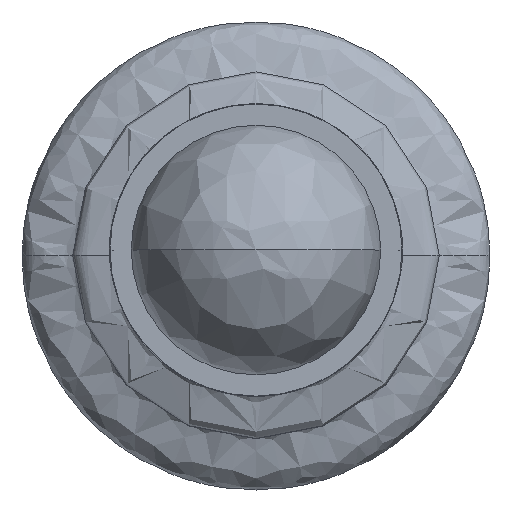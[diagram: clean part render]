
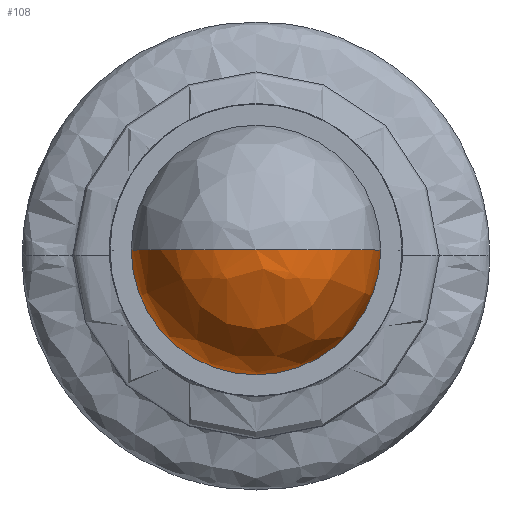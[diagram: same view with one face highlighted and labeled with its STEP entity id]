
A CAD part, top view. The second image highlights one B-rep face of the part: STEP entity #108.
In plain terms, the highlighted free-form (B-spline) face has degree [3, 2] with [7, 5] control points.
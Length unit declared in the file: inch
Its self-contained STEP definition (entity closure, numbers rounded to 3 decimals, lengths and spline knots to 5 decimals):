
#108=ADVANCED_FACE('',(#191),#1217,.T.);
#191=FACE_OUTER_BOUND('',#283,.T.);
#283=EDGE_LOOP('',(#632,#633,#634));
#632=ORIENTED_EDGE('',*,*,#811,.T.);
#633=ORIENTED_EDGE('',*,*,#807,.F.);
#634=ORIENTED_EDGE('',*,*,#812,.F.);
#807=EDGE_CURVE('',#1140,#1139,#913,.T.);
#811=EDGE_CURVE('',#1143,#1139,#916,.T.);
#812=EDGE_CURVE('',#1143,#1140,#917,.T.);
#913=TRIMMED_CURVE($,#957,(#5251),(#5252),.T.,.CARTESIAN.);
#916=TRIMMED_CURVE($,#960,(#5267),(#5268),.T.,.CARTESIAN.);
#917=TRIMMED_CURVE($,#961,(#5270),(#5271),.T.,.CARTESIAN.);
#957=CIRCLE('',#1373,0.0625);
#960=CIRCLE('',#1376,0.0625);
#961=CIRCLE('',#1377,0.0625);
#1139=VERTEX_POINT('',#5240);
#1140=VERTEX_POINT('',#5241);
#1143=VERTEX_POINT('',#5244);
#1217=(
BOUNDED_SURFACE()
B_SPLINE_SURFACE(3,2,((#4870,#4871,#4872,#4873,#4874),(#4875,#4876,#4877,
#4878,#4879),(#4880,#4881,#4882,#4883,#4884),(#4885,#4886,#4887,#4888,#4889),
(#4890,#4891,#4892,#4893,#4894),(#4895,#4896,#4897,#4898,#4899),(#4900,
#4901,#4902,#4903,#4904)),.UNSPECIFIED.,.F.,.F.,.F.)
B_SPLINE_SURFACE_WITH_KNOTS((4,3,4),(3,2,3),(0.6951,0.78126,
0.86742),(0.29421,0.44132,0.58843),
 .UNSPECIFIED.)
GEOMETRIC_REPRESENTATION_ITEM()
RATIONAL_B_SPLINE_SURFACE(((1.,0.707,1.,0.707,1.),
(0.848,0.599,0.848,0.599,
0.848),(0.848,0.599,0.848,
0.599,0.848),(1.,0.707,1.,0.707,
1.),(0.848,0.599,0.848,0.599,
0.848),(0.848,0.599,0.848,
0.599,0.848),(1.,0.707,1.,0.707,
1.)))
REPRESENTATION_ITEM('')
SURFACE()
);
#1373=AXIS2_PLACEMENT_3D($,#5250,#1473,#1474);
#1376=AXIS2_PLACEMENT_3D($,#5266,#1479,#1480);
#1377=AXIS2_PLACEMENT_3D($,#5269,#1481,#1482);
#1473=DIRECTION('',(0.,1.,0.));
#1474=DIRECTION('',(-1.,0.,0.));
#1479=DIRECTION('',(0.,-1.,0.));
#1480=DIRECTION('',(1.,0.,0.));
#1481=DIRECTION('',(0.,0.,-1.));
#1482=DIRECTION('',(1.,0.,0.));
#4870=CARTESIAN_POINT('',(3.52344,0.,1.66209));
#4871=CARTESIAN_POINT('',(3.52344,-0.02344,1.66209));
#4872=CARTESIAN_POINT('',(3.5,-0.02344,1.66209));
#4873=CARTESIAN_POINT('',(3.47656,-0.02344,1.66209));
#4874=CARTESIAN_POINT('',(3.47656,0.,1.66209));
#4875=CARTESIAN_POINT('',(3.55241,0.,1.67381));
#4876=CARTESIAN_POINT('',(3.55241,-0.05241,1.67381));
#4877=CARTESIAN_POINT('',(3.5,-0.05241,1.67381));
#4878=CARTESIAN_POINT('',(3.44759,-0.05241,1.67381));
#4879=CARTESIAN_POINT('',(3.44759,0.,1.67381));
#4880=CARTESIAN_POINT('',(3.56732,0.,1.70128));
#4881=CARTESIAN_POINT('',(3.56732,-0.06732,1.70128));
#4882=CARTESIAN_POINT('',(3.5,-0.06732,1.70128));
#4883=CARTESIAN_POINT('',(3.43268,-0.06732,1.70128));
#4884=CARTESIAN_POINT('',(3.43268,0.,1.70128));
#4885=CARTESIAN_POINT('',(3.56135,0.,1.73196));
#4886=CARTESIAN_POINT('',(3.56135,-0.06135,1.73196));
#4887=CARTESIAN_POINT('',(3.5,-0.06135,1.73196));
#4888=CARTESIAN_POINT('',(3.43865,-0.06135,1.73196));
#4889=CARTESIAN_POINT('',(3.43865,0.,1.73196));
#4890=CARTESIAN_POINT('',(3.55538,0.,1.76265));
#4891=CARTESIAN_POINT('',(3.55538,-0.05538,1.76265));
#4892=CARTESIAN_POINT('',(3.5,-0.05538,1.76265));
#4893=CARTESIAN_POINT('',(3.44462,-0.05538,1.76265));
#4894=CARTESIAN_POINT('',(3.44462,0.,1.76265));
#4895=CARTESIAN_POINT('',(3.53126,0.,1.78252));
#4896=CARTESIAN_POINT('',(3.53126,-0.03126,1.78252));
#4897=CARTESIAN_POINT('',(3.5,-0.03126,1.78252));
#4898=CARTESIAN_POINT('',(3.46874,-0.03126,1.78252));
#4899=CARTESIAN_POINT('',(3.46874,0.,1.78252));
#4900=CARTESIAN_POINT('',(3.5,0.,1.78252));
#4901=CARTESIAN_POINT('',(3.5,0.,1.78252));
#4902=CARTESIAN_POINT('',(3.5,0.,1.78252));
#4903=CARTESIAN_POINT('',(3.5,0.,1.78252));
#4904=CARTESIAN_POINT('',(3.5,0.,1.78252));
#5240=CARTESIAN_POINT('',(3.5,0.,1.78252));
#5241=CARTESIAN_POINT('',(3.4375,0.,1.72002));
#5244=CARTESIAN_POINT('',(3.5625,0.,1.72002));
#5250=CARTESIAN_POINT('',(3.5,0.,1.72002));
#5251=CARTESIAN_POINT('',(3.4375,0.,1.72002));
#5252=CARTESIAN_POINT('',(3.5,0.,1.78252));
#5266=CARTESIAN_POINT('',(3.5,0.,1.72002));
#5267=CARTESIAN_POINT('',(3.5625,0.,1.72002));
#5268=CARTESIAN_POINT('',(3.5,0.,1.78252));
#5269=CARTESIAN_POINT('',(3.5,0.,1.72002));
#5270=CARTESIAN_POINT('',(3.5625,0.,1.72002));
#5271=CARTESIAN_POINT('',(3.4375,0.,1.72002));
